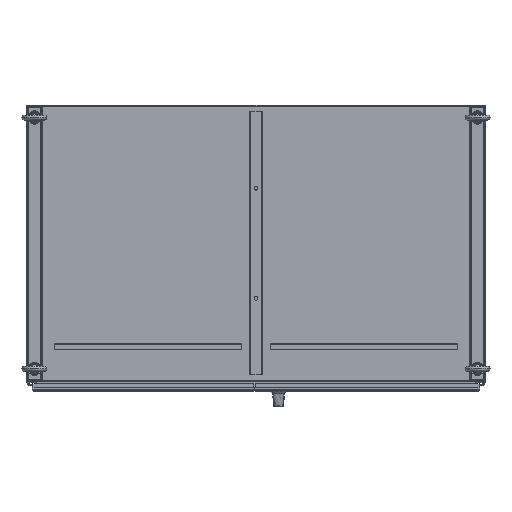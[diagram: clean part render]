
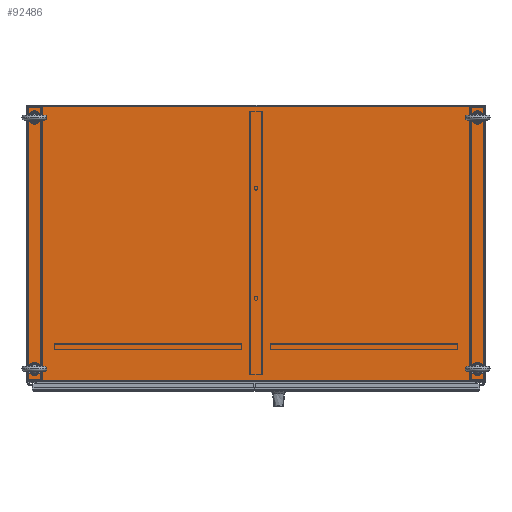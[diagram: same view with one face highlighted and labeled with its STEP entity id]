
A CAD part, top view. The second image highlights one B-rep face of the part: STEP entity #92486.
In plain terms, the highlighted planar face has unit normal (0, 0, 1).
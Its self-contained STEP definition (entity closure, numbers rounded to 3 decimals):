
#2177 = VERTEX_POINT ( 'NONE', #91718 ) ;
#3094 = LINE ( 'NONE', #65908, #72865 ) ;
#4051 = DIRECTION ( 'NONE',  ( 1., 0., 0. ) ) ;
#4222 = EDGE_LOOP ( 'NONE', ( #70502, #16269, #88305, #62293 ) ) ;
#4349 = EDGE_LOOP ( 'NONE', ( #40373, #26576 ) ) ;
#5190 = AXIS2_PLACEMENT_3D ( 'NONE', #30192, #95018, #86557 ) ;
#5725 = EDGE_CURVE ( 'NONE', #93802, #70399, #89256, .T. ) ;
#7516 = CARTESIAN_POINT ( 'NONE',  ( 29.935, -17.967, 72.06 ) ) ;
#7670 = AXIS2_PLACEMENT_3D ( 'NONE', #46577, #80859, #8610 ) ;
#8610 = DIRECTION ( 'NONE',  ( 1., 0., 0. ) ) ;
#9815 = EDGE_CURVE ( 'NONE', #16809, #41932, #59536, .T. ) ;
#11745 = AXIS2_PLACEMENT_3D ( 'NONE', #57392, #18333, #89524 ) ;
#11898 = CARTESIAN_POINT ( 'NONE',  ( -28.56, 16.468, 72.06 ) ) ;
#12014 = DIRECTION ( 'NONE',  ( 0., 0., -1. ) ) ;
#12431 = ORIENTED_EDGE ( 'NONE', *, *, #83025, .T. ) ;
#13045 = DIRECTION ( 'NONE',  ( 1., 0., 0. ) ) ;
#14042 = VECTOR ( 'NONE', #59117, 39.37 ) ;
#15141 = CIRCLE ( 'NONE', #11745, 0.375 ) ;
#16269 = ORIENTED_EDGE ( 'NONE', *, *, #9815, .T. ) ;
#16809 = VERTEX_POINT ( 'NONE', #77657 ) ;
#16891 = CARTESIAN_POINT ( 'NONE',  ( 28.935, -16.344, 72.06 ) ) ;
#18333 = DIRECTION ( 'NONE',  ( 0., 0., -1. ) ) ;
#18390 = FACE_BOUND ( 'NONE', #63099, .T. ) ;
#18501 = CARTESIAN_POINT ( 'NONE',  ( -29.935, -17.824, 72.06 ) ) ;
#19347 = VERTEX_POINT ( 'NONE', #55406 ) ;
#20771 = EDGE_CURVE ( 'NONE', #79381, #34288, #66508, .T. ) ;
#24168 = DIRECTION ( 'NONE',  ( 0., 0., -1. ) ) ;
#24432 = CARTESIAN_POINT ( 'NONE',  ( 29.31, -16.344, 72.06 ) ) ;
#25293 = FACE_BOUND ( 'NONE', #94163, .T. ) ;
#25625 = CARTESIAN_POINT ( 'NONE',  ( 28.56, 16.468, 72.06 ) ) ;
#25804 = FACE_OUTER_BOUND ( 'NONE', #4222, .T. ) ;
#26310 = FACE_BOUND ( 'NONE', #4349, .T. ) ;
#26576 = ORIENTED_EDGE ( 'NONE', *, *, #100092, .T. ) ;
#26744 = CARTESIAN_POINT ( 'NONE',  ( -29.31, 16.468, 72.06 ) ) ;
#27033 = VERTEX_POINT ( 'NONE', #25625 ) ;
#27324 = AXIS2_PLACEMENT_3D ( 'NONE', #63740, #24168, #77968 ) ;
#28353 = DIRECTION ( 'NONE',  ( 0., 0., -1. ) ) ;
#30192 = CARTESIAN_POINT ( 'NONE',  ( 28.935, 16.468, 72.06 ) ) ;
#31215 = CARTESIAN_POINT ( 'NONE',  ( 29.31, 16.468, 72.06 ) ) ;
#34288 = VERTEX_POINT ( 'NONE', #38653 ) ;
#36793 = CARTESIAN_POINT ( 'NONE',  ( -28.935, -16.344, 72.06 ) ) ;
#38653 = CARTESIAN_POINT ( 'NONE',  ( -29.31, -16.344, 72.06 ) ) ;
#38866 = VERTEX_POINT ( 'NONE', #31215 ) ;
#40373 = ORIENTED_EDGE ( 'NONE', *, *, #20771, .T. ) ;
#41100 = DIRECTION ( 'NONE',  ( 0., 0., 1. ) ) ;
#41800 = CARTESIAN_POINT ( 'NONE',  ( -28.56, -16.344, 72.06 ) ) ;
#41932 = VERTEX_POINT ( 'NONE', #63834 ) ;
#45433 = EDGE_CURVE ( 'NONE', #2177, #19347, #74908, .T. ) ;
#46544 = DIRECTION ( 'NONE',  ( 0., 1., 0. ) ) ;
#46577 = CARTESIAN_POINT ( 'NONE',  ( 28.935, -16.344, 72.06 ) ) ;
#49037 = DIRECTION ( 'NONE',  ( 0., 0., -1. ) ) ;
#54467 = ORIENTED_EDGE ( 'NONE', *, *, #101851, .T. ) ;
#55406 = CARTESIAN_POINT ( 'NONE',  ( 29.935, -17.824, 72.06 ) ) ;
#57392 = CARTESIAN_POINT ( 'NONE',  ( 28.935, 16.468, 72.06 ) ) ;
#57449 = DIRECTION ( 'NONE',  ( 1., 0., 0. ) ) ;
#58811 = CIRCLE ( 'NONE', #92663, 0.375 ) ;
#59117 = DIRECTION ( 'NONE',  ( 1., 0., 0. ) ) ;
#59258 = VERTEX_POINT ( 'NONE', #24432 ) ;
#59481 = VECTOR ( 'NONE', #91676, 39.37 ) ;
#59536 = LINE ( 'NONE', #99083, #59481 ) ;
#62293 = ORIENTED_EDGE ( 'NONE', *, *, #45433, .T. ) ;
#63099 = EDGE_LOOP ( 'NONE', ( #84808, #12431 ) ) ;
#63181 = ORIENTED_EDGE ( 'NONE', *, *, #99301, .T. ) ;
#63740 = CARTESIAN_POINT ( 'NONE',  ( -28.935, 16.468, 72.06 ) ) ;
#63834 = CARTESIAN_POINT ( 'NONE',  ( -29.935, 17.967, 72.06 ) ) ;
#65908 = CARTESIAN_POINT ( 'NONE',  ( -29.935, -17.967, 72.06 ) ) ;
#66508 = CIRCLE ( 'NONE', #83345, 0.375 ) ;
#68443 = CARTESIAN_POINT ( 'NONE',  ( -28.935, 16.468, 72.06 ) ) ;
#70101 = CIRCLE ( 'NONE', #95407, 0.375 ) ;
#70399 = VERTEX_POINT ( 'NONE', #11898 ) ;
#70424 = ORIENTED_EDGE ( 'NONE', *, *, #75232, .T. ) ;
#70502 = ORIENTED_EDGE ( 'NONE', *, *, #96570, .T. ) ;
#70749 = AXIS2_PLACEMENT_3D ( 'NONE', #68443, #12014, #13045 ) ;
#71455 = VERTEX_POINT ( 'NONE', #100212 ) ;
#72865 = VECTOR ( 'NONE', #75341, 39.37 ) ;
#73248 = CARTESIAN_POINT ( 'NONE',  ( -29.935, -17.967, 72.06 ) ) ;
#74504 = CIRCLE ( 'NONE', #27324, 0.375 ) ;
#74908 = LINE ( 'NONE', #18501, #14042 ) ;
#75232 = EDGE_CURVE ( 'NONE', #70399, #93802, #74504, .T. ) ;
#75341 = DIRECTION ( 'NONE',  ( 0., -1., 0. ) ) ;
#77489 = EDGE_CURVE ( 'NONE', #41932, #2177, #3094, .T. ) ;
#77657 = CARTESIAN_POINT ( 'NONE',  ( 29.935, 17.967, 72.06 ) ) ;
#77968 = DIRECTION ( 'NONE',  ( 1., 0., 0. ) ) ;
#79381 = VERTEX_POINT ( 'NONE', #41800 ) ;
#79412 = DIRECTION ( 'NONE',  ( 0., 0., -1. ) ) ;
#80665 = PLANE ( 'NONE',  #101364 ) ;
#80859 = DIRECTION ( 'NONE',  ( 0., 0., -1. ) ) ;
#81210 = DIRECTION ( 'NONE',  ( 1., 0., 0. ) ) ;
#82660 = CIRCLE ( 'NONE', #5190, 0.375 ) ;
#83025 = EDGE_CURVE ( 'NONE', #71455, #59258, #70101, .T. ) ;
#83345 = AXIS2_PLACEMENT_3D ( 'NONE', #102086, #79412, #95218 ) ;
#84351 = EDGE_CURVE ( 'NONE', #59258, #71455, #85101, .T. ) ;
#84808 = ORIENTED_EDGE ( 'NONE', *, *, #84351, .T. ) ;
#85101 = CIRCLE ( 'NONE', #7670, 0.375 ) ;
#86557 = DIRECTION ( 'NONE',  ( 1., 0., 0. ) ) ;
#88305 = ORIENTED_EDGE ( 'NONE', *, *, #77489, .T. ) ;
#89256 = CIRCLE ( 'NONE', #70749, 0.375 ) ;
#89524 = DIRECTION ( 'NONE',  ( 1., 0., 0. ) ) ;
#90412 = EDGE_LOOP ( 'NONE', ( #70424, #92878 ) ) ;
#90627 = FACE_BOUND ( 'NONE', #90412, .T. ) ;
#91676 = DIRECTION ( 'NONE',  ( -1., 0., 0. ) ) ;
#91718 = CARTESIAN_POINT ( 'NONE',  ( -29.935, -17.824, 72.06 ) ) ;
#92486 = ADVANCED_FACE ( 'NONE', ( #25804, #25293, #90627, #18390, #26310 ), #80665, .T. ) ;
#92663 = AXIS2_PLACEMENT_3D ( 'NONE', #36793, #28353, #4051 ) ;
#92878 = ORIENTED_EDGE ( 'NONE', *, *, #5725, .T. ) ;
#93802 = VERTEX_POINT ( 'NONE', #26744 ) ;
#94163 = EDGE_LOOP ( 'NONE', ( #54467, #63181 ) ) ;
#95018 = DIRECTION ( 'NONE',  ( 0., 0., -1. ) ) ;
#95218 = DIRECTION ( 'NONE',  ( 1., 0., 0. ) ) ;
#95407 = AXIS2_PLACEMENT_3D ( 'NONE', #16891, #49037, #81210 ) ;
#96570 = EDGE_CURVE ( 'NONE', #19347, #16809, #102463, .T. ) ;
#99083 = CARTESIAN_POINT ( 'NONE',  ( -29.935, 17.967, 72.06 ) ) ;
#99301 = EDGE_CURVE ( 'NONE', #27033, #38866, #15141, .T. ) ;
#100092 = EDGE_CURVE ( 'NONE', #34288, #79381, #58811, .T. ) ;
#100212 = CARTESIAN_POINT ( 'NONE',  ( 28.56, -16.344, 72.06 ) ) ;
#100568 = VECTOR ( 'NONE', #46544, 39.37 ) ;
#101364 = AXIS2_PLACEMENT_3D ( 'NONE', #73248, #41100, #57449 ) ;
#101851 = EDGE_CURVE ( 'NONE', #38866, #27033, #82660, .T. ) ;
#102086 = CARTESIAN_POINT ( 'NONE',  ( -28.935, -16.344, 72.06 ) ) ;
#102463 = LINE ( 'NONE', #7516, #100568 ) ;
